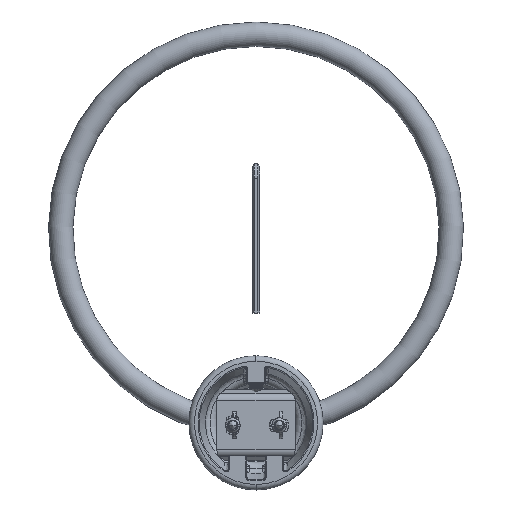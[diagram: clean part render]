
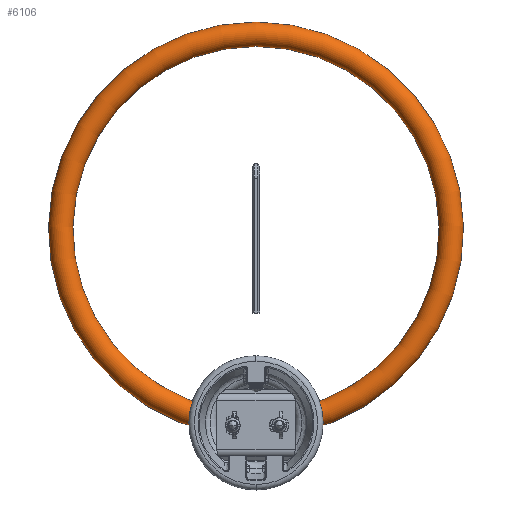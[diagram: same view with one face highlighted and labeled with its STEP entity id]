
A CAD part, front view. The second image highlights one B-rep face of the part: STEP entity #6106.
In plain terms, the highlighted toroidal (fillet/blend) face has major radius 80 mm and minor radius 5 mm.
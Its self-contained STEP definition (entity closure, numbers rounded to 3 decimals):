
#5921=CARTESIAN_POINT('',(2.5,0.,-84.963));
#5935=CARTESIAN_POINT('',(2.5,0.,-74.958));
#5937=CARTESIAN_POINT('',(-2.5,0.,-74.958));
#5951=CARTESIAN_POINT('',(-2.5,0.,-84.963));
#5953=CARTESIAN_POINT('',(0.,0.,0.));
#5954=DIRECTION('',(0.,1.,0.));
#5955=DIRECTION('',(-0.029,0.,-1.));
#5956=AXIS2_PLACEMENT_3D('',#5953,#5954,#5955);
#5958=CARTESIAN_POINT('',(2.5,0.,-74.958));
#5959=CARTESIAN_POINT('',(2.5,-0.443,-74.958));
#5960=CARTESIAN_POINT('',(2.5,-1.296,-75.071));
#5961=CARTESIAN_POINT('',(2.5,-2.525,-75.576));
#5962=CARTESIAN_POINT('',(2.5,-3.572,-76.379));
#5963=CARTESIAN_POINT('',(2.5,-4.378,-77.428));
#5964=CARTESIAN_POINT('',(2.5,-4.885,-78.649));
#5965=CARTESIAN_POINT('',(2.5,-5.058,-79.961));
#5966=CARTESIAN_POINT('',(2.5,-4.885,-81.273));
#5967=CARTESIAN_POINT('',(2.5,-4.378,-82.494));
#5968=CARTESIAN_POINT('',(2.5,-3.572,-83.542));
#5969=CARTESIAN_POINT('',(2.5,-2.525,-84.346));
#5970=CARTESIAN_POINT('',(2.5,-1.296,-84.85));
#5971=CARTESIAN_POINT('',(2.5,-0.443,-84.963));
#5972=CARTESIAN_POINT('',(2.5,0.,-84.963));
#5974=CARTESIAN_POINT('',(0.,0.,0.));
#5975=DIRECTION('',(0.,-1.,0.));
#5976=DIRECTION('',(0.033,0.,-0.999));
#5977=AXIS2_PLACEMENT_3D('',#5974,#5975,#5976);
#5979=CARTESIAN_POINT('',(-2.5,0.,-84.963));
#5980=CARTESIAN_POINT('',(-2.5,-0.443,-84.963));
#5981=CARTESIAN_POINT('',(-2.5,-1.296,-84.85));
#5982=CARTESIAN_POINT('',(-2.5,-2.525,-84.346));
#5983=CARTESIAN_POINT('',(-2.5,-3.572,-83.542));
#5984=CARTESIAN_POINT('',(-2.5,-4.378,-82.494));
#5985=CARTESIAN_POINT('',(-2.5,-4.885,-81.273));
#5986=CARTESIAN_POINT('',(-2.5,-5.058,-79.961));
#5987=CARTESIAN_POINT('',(-2.5,-4.885,-78.649));
#5988=CARTESIAN_POINT('',(-2.5,-4.378,-77.428));
#5989=CARTESIAN_POINT('',(-2.5,-3.572,-76.379));
#5990=CARTESIAN_POINT('',(-2.5,-2.525,-75.576));
#5991=CARTESIAN_POINT('',(-2.5,-1.296,-75.071));
#5992=CARTESIAN_POINT('',(-2.5,-0.443,-74.958));
#5993=CARTESIAN_POINT('',(-2.5,0.,-74.958));
#6069=VERTEX_POINT('',#5937);
#6070=VERTEX_POINT('',#5951);
#6071=VERTEX_POINT('',#5921);
#6072=VERTEX_POINT('',#5935);
#6093=CARTESIAN_POINT('',(0.,0.,0.));
#6094=DIRECTION('',(0.,1.,0.));
#6095=DIRECTION('',(1.,0.,0.));
#6096=AXIS2_PLACEMENT_3D('',#6093,#6094,#6095);
#6097=TOROIDAL_SURFACE('',#6096,80.,5.);
#6098=ORIENTED_EDGE('',*,*,#6086,.T.);
#6100=ORIENTED_EDGE('',*,*,#6099,.F.);
#6101=ORIENTED_EDGE('',*,*,#6082,.T.);
#6103=ORIENTED_EDGE('',*,*,#6102,.F.);
#6104=EDGE_LOOP('',(#6098,#6100,#6101,#6103));
#6105=FACE_OUTER_BOUND('',#6104,.F.);
#6106=ADVANCED_FACE('',(#6105),#6097,.T.);
#5957=CIRCLE('',#5956,85.);
#5973=B_SPLINE_CURVE_WITH_KNOTS('',3,(#5958,#5959,#5960,#5961,#5962,#5963,#5964,
#5965,#5966,#5967,#5968,#5969,#5970,#5971,#5972),.UNSPECIFIED.,.F.,.F.,(4,1,1,1,
1,1,1,1,1,1,1,1,4),(0.,0.083,0.167,0.25,
0.333,0.417,0.5,0.583,0.667,
0.75,0.833,0.917,1.),.UNSPECIFIED.);
#5978=CIRCLE('',#5977,75.);
#5994=B_SPLINE_CURVE_WITH_KNOTS('',3,(#5979,#5980,#5981,#5982,#5983,#5984,#5985,
#5986,#5987,#5988,#5989,#5990,#5991,#5992,#5993),.UNSPECIFIED.,.F.,.F.,(4,1,1,1,
1,1,1,1,1,1,1,1,4),(0.,0.083,0.167,0.25,
0.333,0.417,0.5,0.583,0.667,
0.75,0.833,0.917,1.),.UNSPECIFIED.);
#6082=EDGE_CURVE('',#6072,#6069,#5978,.T.);
#6086=EDGE_CURVE('',#6070,#6071,#5957,.T.);
#6099=EDGE_CURVE('',#6072,#6071,#5973,.T.);
#6102=EDGE_CURVE('',#6070,#6069,#5994,.T.);
